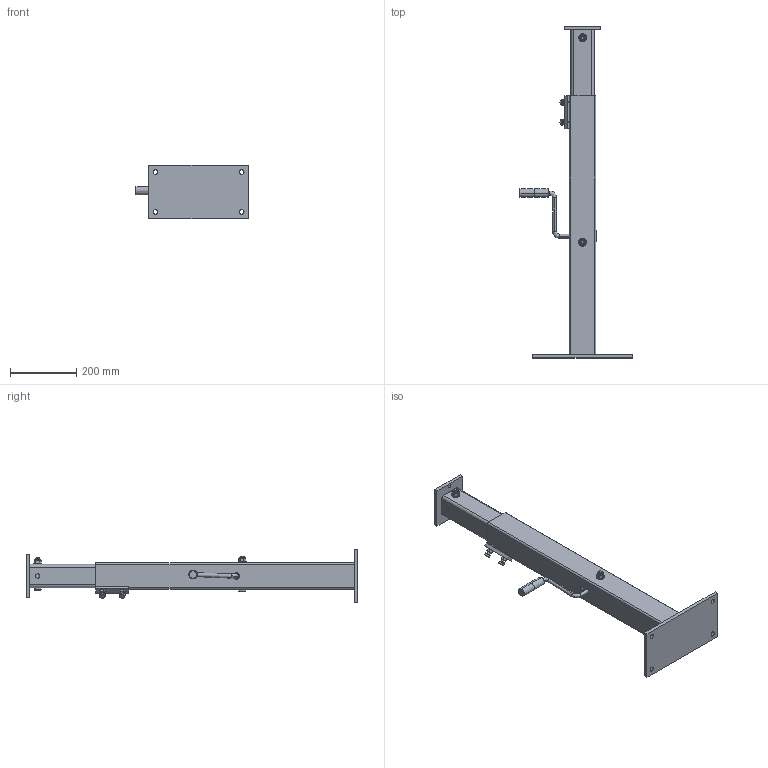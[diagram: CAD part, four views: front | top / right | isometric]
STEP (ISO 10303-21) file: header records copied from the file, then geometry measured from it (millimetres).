
FILE_DESCRIPTION (( 'STEP AP203' ), '1' );
FILE_NAME ('210602 STEP 3-400076-08_13436.STEP', '2021-06-02T14:24:51', ( '' ), ( '' ), 'SwSTEP 2.0', 'SolidWorks 2020', '' );
FILE_SCHEMA (( 'CONFIG_CONTROL_DESIGN' ));
Length unit declared in the file: inch
Products named in the file (1): 210602 STEP 3-400076-08_13436
Bounding box: 339.4 x 1000 x 160 mm (x, y, z)
Volume: 3455478.7 mm3; surface area: 1028615.3 mm2
Topology: 21 solids, 21 shells, 544 faces, 1292 edges, 810 vertices
Faces by surface type: plane 217, cylinder 179, cone 110, bspline 28, torus 10
Entity records: 17175 total; most frequent: CARTESIAN_POINT 4429, DIRECTION 2696, ORIENTED_EDGE 2576, EDGE_CURVE 1288, AXIS2_PLACEMENT_3D 1057, VERTEX_POINT 810, EDGE_LOOP 638, VECTOR 582
